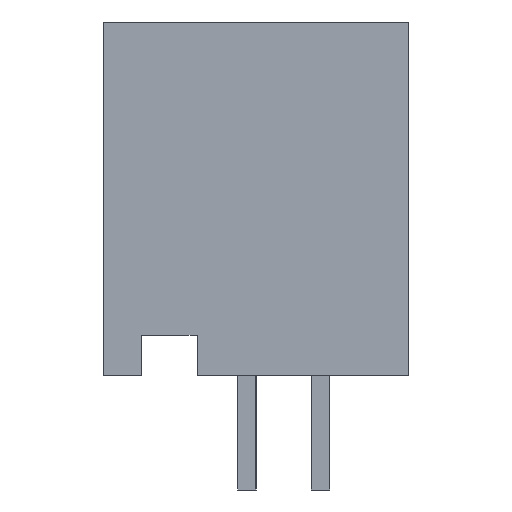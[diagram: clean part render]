
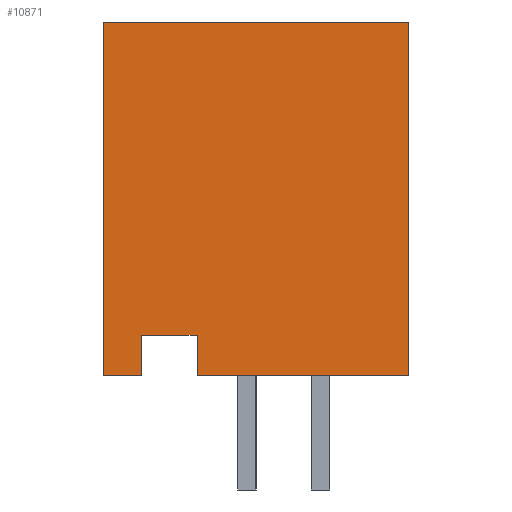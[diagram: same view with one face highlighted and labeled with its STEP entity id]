
A CAD part, left-side view. The second image highlights one B-rep face of the part: STEP entity #10871.
In plain terms, the highlighted planar face has unit normal (-1, 0, 0).
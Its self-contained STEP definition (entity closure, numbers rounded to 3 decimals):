
#667 = PLANE('',#668);
#668 = AXIS2_PLACEMENT_3D('',#669,#670,#671);
#669 = CARTESIAN_POINT('',(-18.,4.15,9.6));
#670 = DIRECTION('',(0.,-1.,0.));
#671 = DIRECTION('',(0.,0.,1.));
#831 = PLANE('',#832);
#832 = AXIS2_PLACEMENT_3D('',#833,#834,#835);
#833 = CARTESIAN_POINT('',(-18.,1.6,0.));
#834 = DIRECTION('',(0.,0.,1.));
#835 = DIRECTION('',(0.,1.,0.));
#2680 = VERTEX_POINT('',#2681);
#2681 = CARTESIAN_POINT('',(-18.,-4.15,0.));
#2695 = PLANE('',#2696);
#2696 = AXIS2_PLACEMENT_3D('',#2697,#2698,#2699);
#2697 = CARTESIAN_POINT('',(-18.,-4.15,9.6));
#2698 = DIRECTION('',(0.,1.,0.));
#2699 = DIRECTION('',(-1.,0.,0.));
#2707 = EDGE_CURVE('',#2708,#2680,#2710,.T.);
#2708 = VERTEX_POINT('',#2709);
#2709 = CARTESIAN_POINT('',(-18.,1.6,0.));
#2710 = SURFACE_CURVE('',#2711,(#2715,#2722),.PCURVE_S1.);
#2711 = LINE('',#2712,#2713);
#2712 = CARTESIAN_POINT('',(-18.,1.6,0.));
#2713 = VECTOR('',#2714,1.);
#2714 = DIRECTION('',(0.,-1.,0.));
#2715 = PCURVE('',#831,#2716);
#2716 = DEFINITIONAL_REPRESENTATION('',(#2717),#2721);
#2717 = LINE('',#2718,#2719);
#2718 = CARTESIAN_POINT('',(0.,0.));
#2719 = VECTOR('',#2720,1.);
#2720 = DIRECTION('',(-1.,0.));
#2721 = ( GEOMETRIC_REPRESENTATION_CONTEXT(2) 
PARAMETRIC_REPRESENTATION_CONTEXT() REPRESENTATION_CONTEXT('2D SPACE',''
  ) );
#2722 = PCURVE('',#2723,#2728);
#2723 = PLANE('',#2724);
#2724 = AXIS2_PLACEMENT_3D('',#2725,#2726,#2727);
#2725 = CARTESIAN_POINT('',(-18.,4.15,9.6));
#2726 = DIRECTION('',(-1.,0.,0.));
#2727 = DIRECTION('',(0.,-1.,0.));
#2728 = DEFINITIONAL_REPRESENTATION('',(#2729),#2733);
#2729 = LINE('',#2730,#2731);
#2730 = CARTESIAN_POINT('',(2.55,-9.6));
#2731 = VECTOR('',#2732,1.);
#2732 = DIRECTION('',(1.,0.));
#2733 = ( GEOMETRIC_REPRESENTATION_CONTEXT(2) 
PARAMETRIC_REPRESENTATION_CONTEXT() REPRESENTATION_CONTEXT('2D SPACE',''
  ) );
#2749 = PLANE('',#2750);
#2750 = AXIS2_PLACEMENT_3D('',#2751,#2752,#2753);
#2751 = CARTESIAN_POINT('',(-18.,1.6,0.));
#2752 = DIRECTION('',(0.,-1.,0.));
#2753 = DIRECTION('',(1.,0.,0.));
#9202 = PLANE('',#9203);
#9203 = AXIS2_PLACEMENT_3D('',#9204,#9205,#9206);
#9204 = CARTESIAN_POINT('',(-18.,4.15,9.6));
#9205 = DIRECTION('',(0.,0.,-1.));
#9206 = DIRECTION('',(0.,-1.,0.));
#9250 = VERTEX_POINT('',#9251);
#9251 = CARTESIAN_POINT('',(-18.,4.15,9.6));
#9272 = EDGE_CURVE('',#9273,#9250,#9275,.T.);
#9273 = VERTEX_POINT('',#9274);
#9274 = CARTESIAN_POINT('',(-18.,-4.15,9.6));
#9275 = SURFACE_CURVE('',#9276,(#9280,#9287),.PCURVE_S1.);
#9276 = LINE('',#9277,#9278);
#9277 = CARTESIAN_POINT('',(-18.,4.15,9.6));
#9278 = VECTOR('',#9279,1.);
#9279 = DIRECTION('',(0.,1.,0.));
#9280 = PCURVE('',#9202,#9281);
#9281 = DEFINITIONAL_REPRESENTATION('',(#9282),#9286);
#9282 = LINE('',#9283,#9284);
#9283 = CARTESIAN_POINT('',(0.,0.));
#9284 = VECTOR('',#9285,1.);
#9285 = DIRECTION('',(-1.,0.));
#9286 = ( GEOMETRIC_REPRESENTATION_CONTEXT(2) 
PARAMETRIC_REPRESENTATION_CONTEXT() REPRESENTATION_CONTEXT('2D SPACE',''
  ) );
#9287 = PCURVE('',#2723,#9288);
#9288 = DEFINITIONAL_REPRESENTATION('',(#9289),#9293);
#9289 = LINE('',#9290,#9291);
#9290 = CARTESIAN_POINT('',(0.,0.));
#9291 = VECTOR('',#9292,1.);
#9292 = DIRECTION('',(-1.,0.));
#9293 = ( GEOMETRIC_REPRESENTATION_CONTEXT(2) 
PARAMETRIC_REPRESENTATION_CONTEXT() REPRESENTATION_CONTEXT('2D SPACE',''
  ) );
#10256 = VERTEX_POINT('',#10257);
#10257 = CARTESIAN_POINT('',(-18.,4.15,0.));
#10271 = PLANE('',#10272);
#10272 = AXIS2_PLACEMENT_3D('',#10273,#10274,#10275);
#10273 = CARTESIAN_POINT('',(-18.,4.15,0.));
#10274 = DIRECTION('',(0.,0.,1.));
#10275 = DIRECTION('',(0.,1.,0.));
#10283 = EDGE_CURVE('',#9250,#10256,#10284,.T.);
#10284 = SURFACE_CURVE('',#10285,(#10289,#10296),.PCURVE_S1.);
#10285 = LINE('',#10286,#10287);
#10286 = CARTESIAN_POINT('',(-18.,4.15,9.6));
#10287 = VECTOR('',#10288,1.);
#10288 = DIRECTION('',(0.,0.,-1.));
#10289 = PCURVE('',#667,#10290);
#10290 = DEFINITIONAL_REPRESENTATION('',(#10291),#10295);
#10291 = LINE('',#10292,#10293);
#10292 = CARTESIAN_POINT('',(0.,0.));
#10293 = VECTOR('',#10294,1.);
#10294 = DIRECTION('',(-1.,0.));
#10295 = ( GEOMETRIC_REPRESENTATION_CONTEXT(2) 
PARAMETRIC_REPRESENTATION_CONTEXT() REPRESENTATION_CONTEXT('2D SPACE',''
  ) );
#10296 = PCURVE('',#2723,#10297);
#10297 = DEFINITIONAL_REPRESENTATION('',(#10298),#10302);
#10298 = LINE('',#10299,#10300);
#10299 = CARTESIAN_POINT('',(0.,0.));
#10300 = VECTOR('',#10301,1.);
#10301 = DIRECTION('',(0.,-1.));
#10302 = ( GEOMETRIC_REPRESENTATION_CONTEXT(2) 
PARAMETRIC_REPRESENTATION_CONTEXT() REPRESENTATION_CONTEXT('2D SPACE',''
  ) );
#10353 = VERTEX_POINT('',#10354);
#10354 = CARTESIAN_POINT('',(-18.,3.1,0.));
#10368 = PLANE('',#10369);
#10369 = AXIS2_PLACEMENT_3D('',#10370,#10371,#10372);
#10370 = CARTESIAN_POINT('',(-18.,3.1,0.));
#10371 = DIRECTION('',(0.,1.,0.));
#10372 = DIRECTION('',(-1.,0.,0.));
#10380 = EDGE_CURVE('',#10256,#10353,#10381,.T.);
#10381 = SURFACE_CURVE('',#10382,(#10386,#10393),.PCURVE_S1.);
#10382 = LINE('',#10383,#10384);
#10383 = CARTESIAN_POINT('',(-18.,4.15,0.));
#10384 = VECTOR('',#10385,1.);
#10385 = DIRECTION('',(0.,-1.,0.));
#10386 = PCURVE('',#10271,#10387);
#10387 = DEFINITIONAL_REPRESENTATION('',(#10388),#10392);
#10388 = LINE('',#10389,#10390);
#10389 = CARTESIAN_POINT('',(0.,0.));
#10390 = VECTOR('',#10391,1.);
#10391 = DIRECTION('',(-1.,0.));
#10392 = ( GEOMETRIC_REPRESENTATION_CONTEXT(2) 
PARAMETRIC_REPRESENTATION_CONTEXT() REPRESENTATION_CONTEXT('2D SPACE',''
  ) );
#10393 = PCURVE('',#2723,#10394);
#10394 = DEFINITIONAL_REPRESENTATION('',(#10395),#10399);
#10395 = LINE('',#10396,#10397);
#10396 = CARTESIAN_POINT('',(0.,-9.6));
#10397 = VECTOR('',#10398,1.);
#10398 = DIRECTION('',(1.,0.));
#10399 = ( GEOMETRIC_REPRESENTATION_CONTEXT(2) 
PARAMETRIC_REPRESENTATION_CONTEXT() REPRESENTATION_CONTEXT('2D SPACE',''
  ) );
#10429 = VERTEX_POINT('',#10430);
#10430 = CARTESIAN_POINT('',(-18.,3.1,1.1));
#10444 = PLANE('',#10445);
#10445 = AXIS2_PLACEMENT_3D('',#10446,#10447,#10448);
#10446 = CARTESIAN_POINT('',(-18.,3.1,1.1));
#10447 = DIRECTION('',(0.,0.,1.));
#10448 = DIRECTION('',(0.,1.,0.));
#10456 = EDGE_CURVE('',#10353,#10429,#10457,.T.);
#10457 = SURFACE_CURVE('',#10458,(#10462,#10469),.PCURVE_S1.);
#10458 = LINE('',#10459,#10460);
#10459 = CARTESIAN_POINT('',(-18.,3.1,0.));
#10460 = VECTOR('',#10461,1.);
#10461 = DIRECTION('',(0.,0.,1.));
#10462 = PCURVE('',#10368,#10463);
#10463 = DEFINITIONAL_REPRESENTATION('',(#10464),#10468);
#10464 = LINE('',#10465,#10466);
#10465 = CARTESIAN_POINT('',(0.,0.));
#10466 = VECTOR('',#10467,1.);
#10467 = DIRECTION('',(0.,1.));
#10468 = ( GEOMETRIC_REPRESENTATION_CONTEXT(2) 
PARAMETRIC_REPRESENTATION_CONTEXT() REPRESENTATION_CONTEXT('2D SPACE',''
  ) );
#10469 = PCURVE('',#2723,#10470);
#10470 = DEFINITIONAL_REPRESENTATION('',(#10471),#10475);
#10471 = LINE('',#10472,#10473);
#10472 = CARTESIAN_POINT('',(1.05,-9.6));
#10473 = VECTOR('',#10474,1.);
#10474 = DIRECTION('',(0.,1.));
#10475 = ( GEOMETRIC_REPRESENTATION_CONTEXT(2) 
PARAMETRIC_REPRESENTATION_CONTEXT() REPRESENTATION_CONTEXT('2D SPACE',''
  ) );
#10505 = VERTEX_POINT('',#10506);
#10506 = CARTESIAN_POINT('',(-18.,1.6,1.1));
#10527 = EDGE_CURVE('',#10429,#10505,#10528,.T.);
#10528 = SURFACE_CURVE('',#10529,(#10533,#10540),.PCURVE_S1.);
#10529 = LINE('',#10530,#10531);
#10530 = CARTESIAN_POINT('',(-18.,3.1,1.1));
#10531 = VECTOR('',#10532,1.);
#10532 = DIRECTION('',(0.,-1.,0.));
#10533 = PCURVE('',#10444,#10534);
#10534 = DEFINITIONAL_REPRESENTATION('',(#10535),#10539);
#10535 = LINE('',#10536,#10537);
#10536 = CARTESIAN_POINT('',(0.,0.));
#10537 = VECTOR('',#10538,1.);
#10538 = DIRECTION('',(-1.,0.));
#10539 = ( GEOMETRIC_REPRESENTATION_CONTEXT(2) 
PARAMETRIC_REPRESENTATION_CONTEXT() REPRESENTATION_CONTEXT('2D SPACE',''
  ) );
#10540 = PCURVE('',#2723,#10541);
#10541 = DEFINITIONAL_REPRESENTATION('',(#10542),#10546);
#10542 = LINE('',#10543,#10544);
#10543 = CARTESIAN_POINT('',(1.05,-8.5));
#10544 = VECTOR('',#10545,1.);
#10545 = DIRECTION('',(1.,0.));
#10546 = ( GEOMETRIC_REPRESENTATION_CONTEXT(2) 
PARAMETRIC_REPRESENTATION_CONTEXT() REPRESENTATION_CONTEXT('2D SPACE',''
  ) );
#10574 = EDGE_CURVE('',#10505,#2708,#10575,.T.);
#10575 = SURFACE_CURVE('',#10576,(#10580,#10587),.PCURVE_S1.);
#10576 = LINE('',#10577,#10578);
#10577 = CARTESIAN_POINT('',(-18.,1.6,0.));
#10578 = VECTOR('',#10579,1.);
#10579 = DIRECTION('',(0.,0.,-1.));
#10580 = PCURVE('',#2749,#10581);
#10581 = DEFINITIONAL_REPRESENTATION('',(#10582),#10586);
#10582 = LINE('',#10583,#10584);
#10583 = CARTESIAN_POINT('',(0.,0.));
#10584 = VECTOR('',#10585,1.);
#10585 = DIRECTION('',(0.,-1.));
#10586 = ( GEOMETRIC_REPRESENTATION_CONTEXT(2) 
PARAMETRIC_REPRESENTATION_CONTEXT() REPRESENTATION_CONTEXT('2D SPACE',''
  ) );
#10587 = PCURVE('',#2723,#10588);
#10588 = DEFINITIONAL_REPRESENTATION('',(#10589),#10593);
#10589 = LINE('',#10590,#10591);
#10590 = CARTESIAN_POINT('',(2.55,-9.6));
#10591 = VECTOR('',#10592,1.);
#10592 = DIRECTION('',(0.,-1.));
#10593 = ( GEOMETRIC_REPRESENTATION_CONTEXT(2) 
PARAMETRIC_REPRESENTATION_CONTEXT() REPRESENTATION_CONTEXT('2D SPACE',''
  ) );
#10646 = EDGE_CURVE('',#2680,#9273,#10647,.T.);
#10647 = SURFACE_CURVE('',#10648,(#10652,#10659),.PCURVE_S1.);
#10648 = LINE('',#10649,#10650);
#10649 = CARTESIAN_POINT('',(-18.,-4.15,9.6));
#10650 = VECTOR('',#10651,1.);
#10651 = DIRECTION('',(0.,0.,1.));
#10652 = PCURVE('',#2695,#10653);
#10653 = DEFINITIONAL_REPRESENTATION('',(#10654),#10658);
#10654 = LINE('',#10655,#10656);
#10655 = CARTESIAN_POINT('',(0.,0.));
#10656 = VECTOR('',#10657,1.);
#10657 = DIRECTION('',(0.,1.));
#10658 = ( GEOMETRIC_REPRESENTATION_CONTEXT(2) 
PARAMETRIC_REPRESENTATION_CONTEXT() REPRESENTATION_CONTEXT('2D SPACE',''
  ) );
#10659 = PCURVE('',#2723,#10660);
#10660 = DEFINITIONAL_REPRESENTATION('',(#10661),#10665);
#10661 = LINE('',#10662,#10663);
#10662 = CARTESIAN_POINT('',(8.3,0.));
#10663 = VECTOR('',#10664,1.);
#10664 = DIRECTION('',(0.,1.));
#10665 = ( GEOMETRIC_REPRESENTATION_CONTEXT(2) 
PARAMETRIC_REPRESENTATION_CONTEXT() REPRESENTATION_CONTEXT('2D SPACE',''
  ) );
#10871 = ADVANCED_FACE('',(#10872),#2723,.T.);
#10872 = FACE_BOUND('',#10873,.T.);
#10873 = EDGE_LOOP('',(#10874,#10875,#10876,#10877,#10878,#10879,#10880,
    #10881));
#10874 = ORIENTED_EDGE('',*,*,#10283,.T.);
#10875 = ORIENTED_EDGE('',*,*,#10380,.T.);
#10876 = ORIENTED_EDGE('',*,*,#10456,.T.);
#10877 = ORIENTED_EDGE('',*,*,#10527,.T.);
#10878 = ORIENTED_EDGE('',*,*,#10574,.T.);
#10879 = ORIENTED_EDGE('',*,*,#2707,.T.);
#10880 = ORIENTED_EDGE('',*,*,#10646,.T.);
#10881 = ORIENTED_EDGE('',*,*,#9272,.T.);
